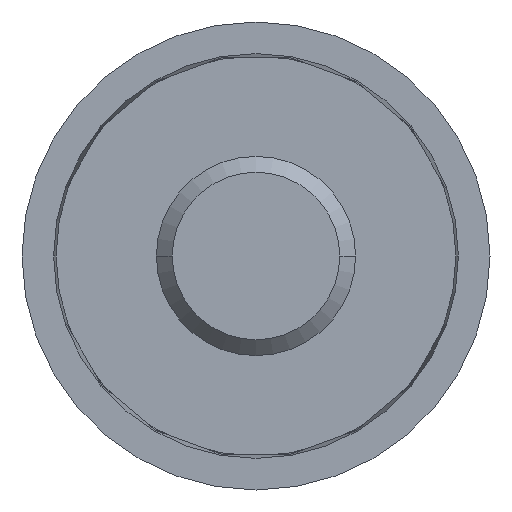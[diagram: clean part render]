
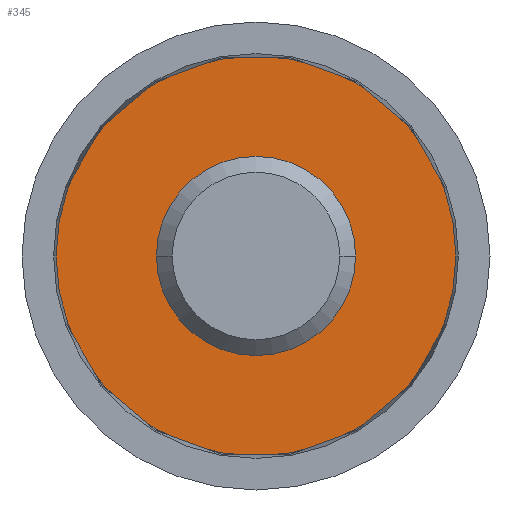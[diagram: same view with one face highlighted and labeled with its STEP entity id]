
A CAD part, front view. The second image highlights one B-rep face of the part: STEP entity #345.
In plain terms, the highlighted planar face has unit normal (0, -1, 0).
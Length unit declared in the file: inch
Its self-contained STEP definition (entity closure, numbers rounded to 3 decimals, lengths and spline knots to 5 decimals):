
#17 = VERTEX_POINT ( 'NONE', #297 ) ;
#62 = AXIS2_PLACEMENT_3D ( 'NONE', #670, #492, #1118 ) ;
#69 = DIRECTION ( 'NONE',  ( 0., -1., 0. ) ) ;
#79 = FACE_BOUND ( 'NONE', #279, .T. ) ;
#173 = EDGE_CURVE ( 'NONE', #17, #772, #890, .T. ) ;
#181 = CIRCLE ( 'NONE', #62, 0.10433 ) ;
#198 = CARTESIAN_POINT ( 'NONE',  ( 0., 0., 0. ) ) ;
#279 = EDGE_LOOP ( 'NONE', ( #346, #1000 ) ) ;
#291 = DIRECTION ( 'NONE',  ( 0., 1., 0. ) ) ;
#297 = CARTESIAN_POINT ( 'NONE',  ( -0.2489, 0., 0. ) ) ;
#305 = AXIS2_PLACEMENT_3D ( 'NONE', #334, #69, #1100 ) ;
#334 = CARTESIAN_POINT ( 'NONE',  ( -0.2489, 0., 0. ) ) ;
#345 = ADVANCED_FACE ( 'NONE', ( #79, #653 ), #817, .T. ) ;
#346 = ORIENTED_EDGE ( 'NONE', *, *, #814, .T. ) ;
#380 = ORIENTED_EDGE ( 'NONE', *, *, #1115, .F. ) ;
#416 = VERTEX_POINT ( 'NONE', #506 ) ;
#423 = DIRECTION ( 'NONE',  ( 0., 1., 0. ) ) ;
#424 = CARTESIAN_POINT ( 'NONE',  ( -0.10433, 0., 0. ) ) ;
#433 = EDGE_LOOP ( 'NONE', ( #380, #769 ) ) ;
#436 = AXIS2_PLACEMENT_3D ( 'NONE', #198, #423, #768 ) ;
#470 = AXIS2_PLACEMENT_3D ( 'NONE', #1070, #291, #629 ) ;
#483 = CIRCLE ( 'NONE', #734, 0.10433 ) ;
#484 = CIRCLE ( 'NONE', #470, 0.2489 ) ;
#492 = DIRECTION ( 'NONE',  ( 0., 1., 0. ) ) ;
#506 = CARTESIAN_POINT ( 'NONE',  ( 0.10433, 0., 0. ) ) ;
#590 = DIRECTION ( 'NONE',  ( -1., 0., 0. ) ) ;
#629 = DIRECTION ( 'NONE',  ( -1., 0., 0. ) ) ;
#653 = FACE_OUTER_BOUND ( 'NONE', #433, .T. ) ;
#656 = CARTESIAN_POINT ( 'NONE',  ( 0.2489, 0., 0. ) ) ;
#670 = CARTESIAN_POINT ( 'NONE',  ( 0., 0., 0. ) ) ;
#678 = DIRECTION ( 'NONE',  ( 0., 1., 0. ) ) ;
#686 = VERTEX_POINT ( 'NONE', #424 ) ;
#692 = EDGE_CURVE ( 'NONE', #416, #686, #181, .T. ) ;
#734 = AXIS2_PLACEMENT_3D ( 'NONE', #848, #678, #590 ) ;
#768 = DIRECTION ( 'NONE',  ( -1., 0., 0. ) ) ;
#769 = ORIENTED_EDGE ( 'NONE', *, *, #173, .F. ) ;
#772 = VERTEX_POINT ( 'NONE', #656 ) ;
#814 = EDGE_CURVE ( 'NONE', #686, #416, #483, .T. ) ;
#817 = PLANE ( 'NONE',  #305 ) ;
#848 = CARTESIAN_POINT ( 'NONE',  ( 0., 0., 0. ) ) ;
#890 = CIRCLE ( 'NONE', #436, 0.2489 ) ;
#1000 = ORIENTED_EDGE ( 'NONE', *, *, #692, .T. ) ;
#1070 = CARTESIAN_POINT ( 'NONE',  ( 0., 0., 0. ) ) ;
#1100 = DIRECTION ( 'NONE',  ( 1., 0., 0. ) ) ;
#1115 = EDGE_CURVE ( 'NONE', #772, #17, #484, .T. ) ;
#1118 = DIRECTION ( 'NONE',  ( -1., 0., 0. ) ) ;
